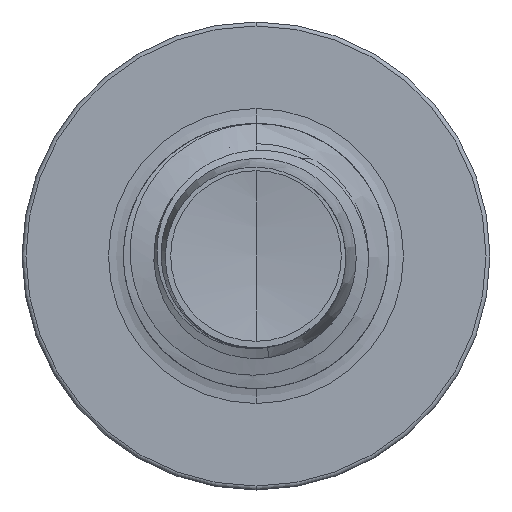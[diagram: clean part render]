
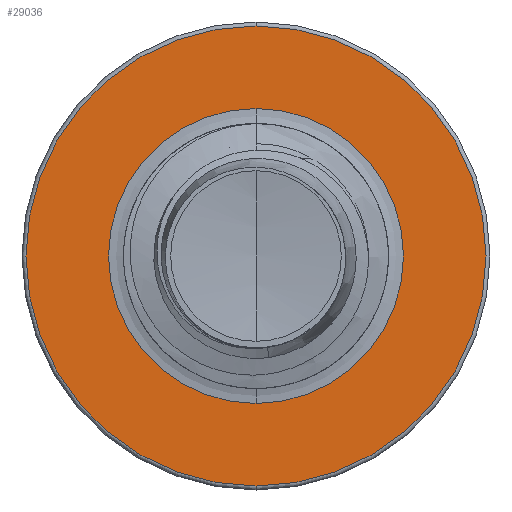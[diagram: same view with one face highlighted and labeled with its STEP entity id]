
A CAD part, front view. The second image highlights one B-rep face of the part: STEP entity #29036.
In plain terms, the highlighted planar face has unit normal (0, -1, 0).
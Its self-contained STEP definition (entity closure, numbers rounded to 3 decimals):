
#190 = CIRCLE ( 'NONE', #22298, 1.67 ) ;
#255 = CARTESIAN_POINT ( 'NONE',  ( 0., 15., 0. ) ) ;
#460 = DIRECTION ( 'NONE',  ( 0., 0., 1. ) ) ;
#480 = VERTEX_POINT ( 'NONE', #22895 ) ;
#553 = DIRECTION ( 'NONE',  ( 0., 1., 0. ) ) ;
#599 = FACE_OUTER_BOUND ( 'NONE', #28278, .T. ) ;
#1333 = CIRCLE ( 'NONE', #30291, 2.605 ) ;
#2111 = EDGE_CURVE ( 'NONE', #3317, #28522, #1333, .T. ) ;
#2701 = DIRECTION ( 'NONE',  ( 0., 0., 1. ) ) ;
#3102 = CARTESIAN_POINT ( 'NONE',  ( 0., 15., 0. ) ) ;
#3317 = VERTEX_POINT ( 'NONE', #12152 ) ;
#4626 = EDGE_CURVE ( 'NONE', #9958, #480, #5997, .T. ) ;
#5997 = CIRCLE ( 'NONE', #32516, 1.67 ) ;
#6079 = DIRECTION ( 'NONE',  ( 0., 0., 1. ) ) ;
#6257 = ORIENTED_EDGE ( 'NONE', *, *, #4626, .T. ) ;
#9958 = VERTEX_POINT ( 'NONE', #21782 ) ;
#11385 = ORIENTED_EDGE ( 'NONE', *, *, #24045, .T. ) ;
#11667 = DIRECTION ( 'NONE',  ( 0., 1., 0. ) ) ;
#11939 = DIRECTION ( 'NONE',  ( 0., 0., 1. ) ) ;
#12152 = CARTESIAN_POINT ( 'NONE',  ( 0., 15., 2.605 ) ) ;
#12754 = EDGE_LOOP ( 'NONE', ( #6257, #11385 ) ) ;
#13639 = AXIS2_PLACEMENT_3D ( 'NONE', #19973, #11667, #30770 ) ;
#14144 = EDGE_CURVE ( 'NONE', #28522, #3317, #32164, .T. ) ;
#16723 = AXIS2_PLACEMENT_3D ( 'NONE', #3102, #22945, #6079 ) ;
#18157 = CARTESIAN_POINT ( 'NONE',  ( 0., 15., -2.605 ) ) ;
#19760 = DIRECTION ( 'NONE',  ( 0., 1., 0. ) ) ;
#19973 = CARTESIAN_POINT ( 'NONE',  ( 0., 15., -1.67 ) ) ;
#21782 = CARTESIAN_POINT ( 'NONE',  ( 0., 15., 1.67 ) ) ;
#22298 = AXIS2_PLACEMENT_3D ( 'NONE', #35813, #19760, #2701 ) ;
#22895 = CARTESIAN_POINT ( 'NONE',  ( 0., 15., -1.67 ) ) ;
#22945 = DIRECTION ( 'NONE',  ( 0., 1., 0. ) ) ;
#23360 = FACE_BOUND ( 'NONE', #12754, .T. ) ;
#23774 = ORIENTED_EDGE ( 'NONE', *, *, #14144, .F. ) ;
#24045 = EDGE_CURVE ( 'NONE', #480, #9958, #190, .T. ) ;
#28067 = PLANE ( 'NONE',  #13639 ) ;
#28278 = EDGE_LOOP ( 'NONE', ( #29962, #23774 ) ) ;
#28522 = VERTEX_POINT ( 'NONE', #18157 ) ;
#29036 = ADVANCED_FACE ( 'NONE', ( #599, #23360 ), #28067, .F. ) ;
#29962 = ORIENTED_EDGE ( 'NONE', *, *, #2111, .F. ) ;
#30291 = AXIS2_PLACEMENT_3D ( 'NONE', #35684, #35861, #11939 ) ;
#30770 = DIRECTION ( 'NONE',  ( 0., 0., 1. ) ) ;
#32164 = CIRCLE ( 'NONE', #16723, 2.605 ) ;
#32516 = AXIS2_PLACEMENT_3D ( 'NONE', #255, #553, #460 ) ;
#35684 = CARTESIAN_POINT ( 'NONE',  ( 0., 15., 0. ) ) ;
#35813 = CARTESIAN_POINT ( 'NONE',  ( 0., 15., 0. ) ) ;
#35861 = DIRECTION ( 'NONE',  ( 0., 1., 0. ) ) ;
